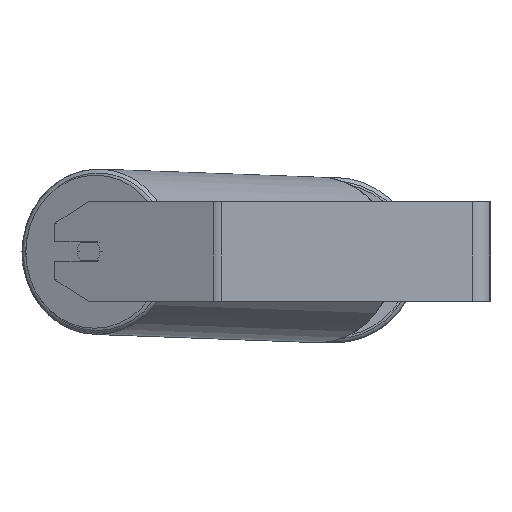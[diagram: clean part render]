
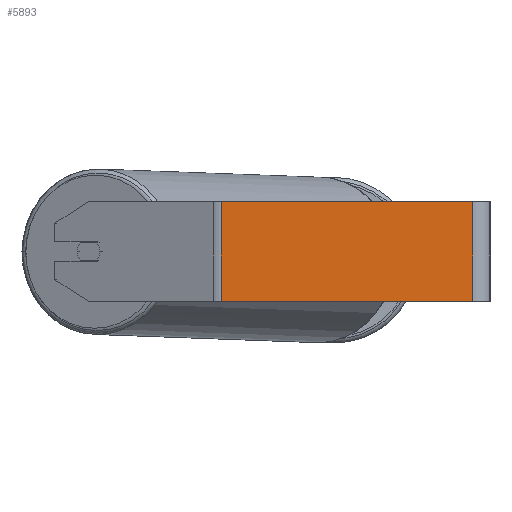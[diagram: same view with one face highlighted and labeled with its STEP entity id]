
A CAD part, left-side view. The second image highlights one B-rep face of the part: STEP entity #5893.
In plain terms, the highlighted planar face has unit normal (-1, 0, 0).
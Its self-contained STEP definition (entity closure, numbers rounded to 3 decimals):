
#174 = AXIS2_PLACEMENT_3D ( 'NONE', #898, #1039, #2965 ) ;
#340 = VERTEX_POINT ( 'NONE', #690 ) ;
#542 = CARTESIAN_POINT ( 'NONE',  ( -700., 215.843, -40. ) ) ;
#586 = VECTOR ( 'NONE', #3392, 1000. ) ;
#673 = LINE ( 'NONE', #2022, #586 ) ;
#690 = CARTESIAN_POINT ( 'NONE',  ( -700., 215.843, 40. ) ) ;
#760 = LINE ( 'NONE', #6987, #8731 ) ;
#898 = CARTESIAN_POINT ( 'NONE',  ( -700., 218.947, 40. ) ) ;
#1039 = DIRECTION ( 'NONE',  ( 1., 0., 0. ) ) ;
#1124 = CARTESIAN_POINT ( 'NONE',  ( -700., 218.947, -40. ) ) ;
#1451 = EDGE_CURVE ( 'NONE', #2734, #3564, #7227, .T. ) ;
#1480 = EDGE_CURVE ( 'NONE', #6355, #3564, #760, .T. ) ;
#1627 = PLANE ( 'NONE',  #174 ) ;
#2022 = CARTESIAN_POINT ( 'NONE',  ( -700., 218.947, 40. ) ) ;
#2734 = VERTEX_POINT ( 'NONE', #542 ) ;
#2965 = DIRECTION ( 'NONE',  ( 0., 0., -1. ) ) ;
#2998 = DIRECTION ( 'NONE',  ( 0., 0., -1. ) ) ;
#3392 = DIRECTION ( 'NONE',  ( 0., -1., 0. ) ) ;
#3564 = VERTEX_POINT ( 'NONE', #7847 ) ;
#3845 = EDGE_CURVE ( 'NONE', #340, #6355, #673, .T. ) ;
#4423 = ORIENTED_EDGE ( 'NONE', *, *, #1451, .T. ) ;
#4533 = DIRECTION ( 'NONE',  ( 0., 0., -1. ) ) ;
#5005 = ORIENTED_EDGE ( 'NONE', *, *, #1480, .F. ) ;
#5215 = VECTOR ( 'NONE', #8548, 1000. ) ;
#5887 = ORIENTED_EDGE ( 'NONE', *, *, #7258, .T. ) ;
#5893 = ADVANCED_FACE ( 'NONE', ( #6297 ), #1627, .F. ) ;
#5920 = EDGE_LOOP ( 'NONE', ( #4423, #5005, #8116, #5887 ) ) ;
#6297 = FACE_OUTER_BOUND ( 'NONE', #5920, .T. ) ;
#6355 = VERTEX_POINT ( 'NONE', #7243 ) ;
#6987 = CARTESIAN_POINT ( 'NONE',  ( -700., 14., 40. ) ) ;
#7013 = VECTOR ( 'NONE', #4533, 1000. ) ;
#7227 = LINE ( 'NONE', #1124, #5215 ) ;
#7243 = CARTESIAN_POINT ( 'NONE',  ( -700., 14., 40. ) ) ;
#7258 = EDGE_CURVE ( 'NONE', #340, #2734, #8491, .T. ) ;
#7783 = CARTESIAN_POINT ( 'NONE',  ( -700., 215.843, 40. ) ) ;
#7847 = CARTESIAN_POINT ( 'NONE',  ( -700., 14., -40. ) ) ;
#8116 = ORIENTED_EDGE ( 'NONE', *, *, #3845, .F. ) ;
#8491 = LINE ( 'NONE', #7783, #7013 ) ;
#8548 = DIRECTION ( 'NONE',  ( 0., -1., 0. ) ) ;
#8731 = VECTOR ( 'NONE', #2998, 1000. ) ;
